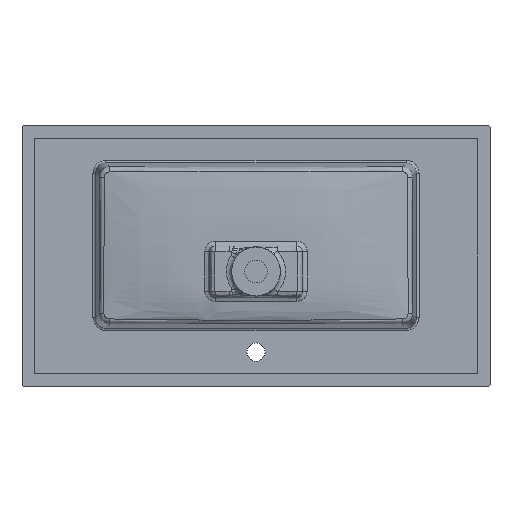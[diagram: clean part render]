
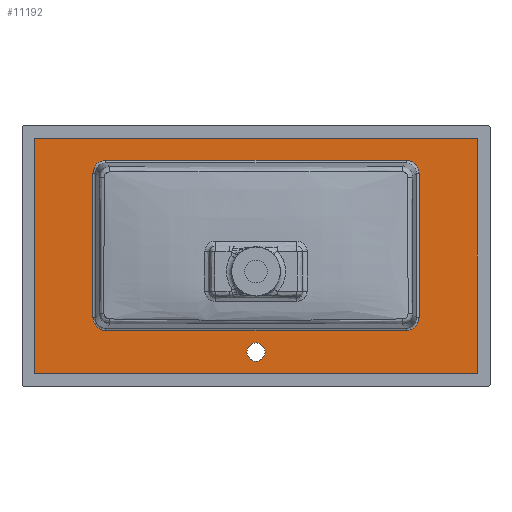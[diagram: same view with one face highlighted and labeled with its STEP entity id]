
A CAD part, front view. The second image highlights one B-rep face of the part: STEP entity #11192.
In plain terms, the highlighted planar face has unit normal (0, -1, 0).
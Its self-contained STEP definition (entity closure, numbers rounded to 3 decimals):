
#87 = CARTESIAN_POINT ( 'NONE',  ( 313.57, -12., 159.03 ) ) ;
#180 = ORIENTED_EDGE ( 'NONE', *, *, #13008, .T. ) ;
#284 = CARTESIAN_POINT ( 'NONE',  ( -313.57, -12., 173.642 ) ) ;
#621 = LINE ( 'NONE', #17352, #20580 ) ;
#660 = LINE ( 'NONE', #22561, #20559 ) ;
#1307 = DIRECTION ( 'NONE',  ( 0., 1., 0. ) ) ;
#1338 = LINE ( 'NONE', #17714, #21364 ) ;
#1897 = CARTESIAN_POINT ( 'NONE',  ( 0., -12., 225.945 ) ) ;
#1963 = FACE_BOUND ( 'NONE', #13879, .T. ) ;
#1968 = CARTESIAN_POINT ( 'NONE',  ( -288.665, -12., 183.935 ) ) ;
#1997 = CARTESIAN_POINT ( 'NONE',  ( -288.665, -12., 183.935 ) ) ;
#2197 = CARTESIAN_POINT ( 'NONE',  ( -313.57, -12., 159.03 ) ) ;
#2451 = CARTESIAN_POINT ( 'NONE',  ( -425.945, -12., 225.945 ) ) ;
#2635 = VECTOR ( 'NONE', #17958, 1000. ) ;
#2802 = VERTEX_POINT ( 'NONE', #4256 ) ;
#3083 = DIRECTION ( 'NONE',  ( 0., 0., 1. ) ) ;
#3117 = EDGE_CURVE ( 'NONE', #5945, #19155, #4893, .T. ) ;
#3393 = CARTESIAN_POINT ( 'NONE',  ( 313.57, -12., -118.3 ) ) ;
#3700 = LINE ( 'NONE', #1897, #17917 ) ;
#3821 = ORIENTED_EDGE ( 'NONE', *, *, #13310, .F. ) ;
#3843 = ORIENTED_EDGE ( 'NONE', *, *, #18266, .T. ) ;
#4256 = CARTESIAN_POINT ( 'NONE',  ( -313.57, -12., 159.03 ) ) ;
#4536 = CARTESIAN_POINT ( 'NONE',  ( 425.945, -12., 0. ) ) ;
#4893 =( BOUNDED_CURVE ( )  B_SPLINE_CURVE ( 3, ( #11145, #5182, #7445, #8882 ),
 .UNSPECIFIED., .F., .T. ) 
 B_SPLINE_CURVE_WITH_KNOTS ( ( 4, 4 ),
 ( 2.36, 3.923 ),
 .UNSPECIFIED. ) 
 CURVE ( )  GEOMETRIC_REPRESENTATION_ITEM ( )  RATIONAL_B_SPLINE_CURVE ( ( 1., 0.807, 0.807, 1. ) ) 
 REPRESENTATION_ITEM ( '' )  );
#4959 = VERTEX_POINT ( 'NONE', #10412 ) ;
#5182 = CARTESIAN_POINT ( 'NONE',  ( 313.57, -12., -132.912 ) ) ;
#5483 = VECTOR ( 'NONE', #3083, 1000. ) ;
#5800 = EDGE_CURVE ( 'NONE', #19155, #17464, #660, .T. ) ;
#5945 = VERTEX_POINT ( 'NONE', #3393 ) ;
#5976 = ORIENTED_EDGE ( 'NONE', *, *, #8930, .T. ) ;
#6168 = DIRECTION ( 'NONE',  ( -1., 0., 0. ) ) ;
#6272 = ORIENTED_EDGE ( 'NONE', *, *, #3117, .T. ) ;
#6962 = DIRECTION ( 'NONE',  ( -1., 0., 0. ) ) ;
#7445 = CARTESIAN_POINT ( 'NONE',  ( 303.277, -12., -143.205 ) ) ;
#7690 = ORIENTED_EDGE ( 'NONE', *, *, #15882, .F. ) ;
#7882 = LINE ( 'NONE', #4536, #9906 ) ;
#8060 = EDGE_LOOP ( 'NONE', ( #9158, #3843, #20630, #180, #5976, #16448, #21167, #6272 ) ) ;
#8252 = DIRECTION ( 'NONE',  ( 0., 0., 1. ) ) ;
#8852 = CARTESIAN_POINT ( 'NONE',  ( 303.277, -12., 183.935 ) ) ;
#8882 = CARTESIAN_POINT ( 'NONE',  ( 288.665, -12., -143.205 ) ) ;
#8930 = EDGE_CURVE ( 'NONE', #15119, #16363, #621, .T. ) ;
#9110 = EDGE_CURVE ( 'NONE', #16915, #5945, #13893, .T. ) ;
#9137 = FACE_OUTER_BOUND ( 'NONE', #18963, .T. ) ;
#9158 = ORIENTED_EDGE ( 'NONE', *, *, #5800, .T. ) ;
#9191 = DIRECTION ( 'NONE',  ( 1., 0., 0. ) ) ;
#9256 = CARTESIAN_POINT ( 'NONE',  ( 0., -12., 0. ) ) ;
#9261 = CARTESIAN_POINT ( 'NONE',  ( -303.277, -12., 183.935 ) ) ;
#9437 = CARTESIAN_POINT ( 'NONE',  ( 288.665, -12., 183.935 ) ) ;
#9906 = VECTOR ( 'NONE', #15170, 1000. ) ;
#9941 = CARTESIAN_POINT ( 'NONE',  ( -313.57, -12., -118.3 ) ) ;
#10301 =( BOUNDED_CURVE ( )  B_SPLINE_CURVE ( 3, ( #23100, #8852, #16023, #21185 ),
 .UNSPECIFIED., .F., .F. ) 
 B_SPLINE_CURVE_WITH_KNOTS ( ( 4, 4 ),
 ( 2.36, 3.923 ),
 .UNSPECIFIED. ) 
 CURVE ( )  GEOMETRIC_REPRESENTATION_ITEM ( )  RATIONAL_B_SPLINE_CURVE ( ( 1., 0.807, 0.807, 1. ) ) 
 REPRESENTATION_ITEM ( '' )  );
#10412 = CARTESIAN_POINT ( 'NONE',  ( -313.57, -12., -118.3 ) ) ;
#10625 = VERTEX_POINT ( 'NONE', #2451 ) ;
#10857 = CARTESIAN_POINT ( 'NONE',  ( 0., -12., -167.234 ) ) ;
#11145 = CARTESIAN_POINT ( 'NONE',  ( 313.57, -12., -118.3 ) ) ;
#11192 = ADVANCED_FACE ( 'NONE', ( #1963, #14523, #9137 ), #14869, .F. ) ;
#11217 =( BOUNDED_CURVE ( )  B_SPLINE_CURVE ( 3, ( #11380, #20594, #18679, #9941 ),
 .UNSPECIFIED., .F., .F. ) 
 B_SPLINE_CURVE_WITH_KNOTS ( ( 4, 4 ),
 ( 2.36, 3.923 ),
 .UNSPECIFIED. ) 
 CURVE ( )  GEOMETRIC_REPRESENTATION_ITEM ( )  RATIONAL_B_SPLINE_CURVE ( ( 1., 0.807, 0.807, 1. ) ) 
 REPRESENTATION_ITEM ( '' )  );
#11327 = CARTESIAN_POINT ( 'NONE',  ( 288.665, -12., -143.205 ) ) ;
#11380 = CARTESIAN_POINT ( 'NONE',  ( -288.665, -12., -143.205 ) ) ;
#12331 = ORIENTED_EDGE ( 'NONE', *, *, #13903, .T. ) ;
#12376 = CARTESIAN_POINT ( 'NONE',  ( -425.945, -12., 0. ) ) ;
#13008 = EDGE_CURVE ( 'NONE', #2802, #15119, #16102, .T. ) ;
#13310 = EDGE_CURVE ( 'NONE', #15842, #22184, #1338, .T. ) ;
#13846 = VECTOR ( 'NONE', #16078, 1000. ) ;
#13879 = EDGE_LOOP ( 'NONE', ( #12331 ) ) ;
#13893 = LINE ( 'NONE', #23592, #2635 ) ;
#13903 = EDGE_CURVE ( 'NONE', #19949, #19949, #23280, .T. ) ;
#14523 = FACE_BOUND ( 'NONE', #8060, .T. ) ;
#14758 = AXIS2_PLACEMENT_3D ( 'NONE', #9256, #21834, #22072 ) ;
#14869 = PLANE ( 'NONE',  #14758 ) ;
#15119 = VERTEX_POINT ( 'NONE', #1997 ) ;
#15170 = DIRECTION ( 'NONE',  ( 0., 0., -1. ) ) ;
#15559 = DIRECTION ( 'NONE',  ( 1., 0., 0. ) ) ;
#15598 = AXIS2_PLACEMENT_3D ( 'NONE', #17685, #1307, #8252 ) ;
#15842 = VERTEX_POINT ( 'NONE', #19677 ) ;
#15882 = EDGE_CURVE ( 'NONE', #22184, #10625, #17998, .T. ) ;
#16023 = CARTESIAN_POINT ( 'NONE',  ( 313.57, -12., 173.642 ) ) ;
#16078 = DIRECTION ( 'NONE',  ( 0., 0., 1. ) ) ;
#16087 = VERTEX_POINT ( 'NONE', #22388 ) ;
#16102 =( BOUNDED_CURVE ( )  B_SPLINE_CURVE ( 3, ( #2197, #284, #9261, #1968 ),
 .UNSPECIFIED., .F., .F. ) 
 B_SPLINE_CURVE_WITH_KNOTS ( ( 4, 4 ),
 ( 2.36, 3.923 ),
 .UNSPECIFIED. ) 
 CURVE ( )  GEOMETRIC_REPRESENTATION_ITEM ( )  RATIONAL_B_SPLINE_CURVE ( ( 1., 0.807, 0.807, 1. ) ) 
 REPRESENTATION_ITEM ( '' )  );
#16363 = VERTEX_POINT ( 'NONE', #9437 ) ;
#16448 = ORIENTED_EDGE ( 'NONE', *, *, #22918, .T. ) ;
#16915 = VERTEX_POINT ( 'NONE', #87 ) ;
#17352 = CARTESIAN_POINT ( 'NONE',  ( 0., -12., 183.935 ) ) ;
#17464 = VERTEX_POINT ( 'NONE', #22718 ) ;
#17574 = EDGE_CURVE ( 'NONE', #4959, #2802, #21156, .T. ) ;
#17662 = CARTESIAN_POINT ( 'NONE',  ( -313.57, -12., 0. ) ) ;
#17685 = CARTESIAN_POINT ( 'NONE',  ( 0., -12., -184.734 ) ) ;
#17714 = CARTESIAN_POINT ( 'NONE',  ( 0., -12., -225.945 ) ) ;
#17917 = VECTOR ( 'NONE', #9191, 1000. ) ;
#17958 = DIRECTION ( 'NONE',  ( 0., 0., -1. ) ) ;
#17998 = LINE ( 'NONE', #12376, #13846 ) ;
#18000 = CARTESIAN_POINT ( 'NONE',  ( -425.945, -12., -225.945 ) ) ;
#18266 = EDGE_CURVE ( 'NONE', #17464, #4959, #11217, .T. ) ;
#18416 = EDGE_CURVE ( 'NONE', #16087, #15842, #7882, .T. ) ;
#18679 = CARTESIAN_POINT ( 'NONE',  ( -313.57, -12., -132.912 ) ) ;
#18849 = ORIENTED_EDGE ( 'NONE', *, *, #18416, .F. ) ;
#18963 = EDGE_LOOP ( 'NONE', ( #23524, #7690, #3821, #18849 ) ) ;
#19016 = EDGE_CURVE ( 'NONE', #10625, #16087, #3700, .T. ) ;
#19155 = VERTEX_POINT ( 'NONE', #11327 ) ;
#19677 = CARTESIAN_POINT ( 'NONE',  ( 425.945, -12., -225.945 ) ) ;
#19949 = VERTEX_POINT ( 'NONE', #10857 ) ;
#20559 = VECTOR ( 'NONE', #6168, 1000. ) ;
#20580 = VECTOR ( 'NONE', #15559, 1000. ) ;
#20594 = CARTESIAN_POINT ( 'NONE',  ( -303.277, -12., -143.205 ) ) ;
#20630 = ORIENTED_EDGE ( 'NONE', *, *, #17574, .T. ) ;
#21156 = LINE ( 'NONE', #17662, #5483 ) ;
#21167 = ORIENTED_EDGE ( 'NONE', *, *, #9110, .T. ) ;
#21185 = CARTESIAN_POINT ( 'NONE',  ( 313.57, -12., 159.03 ) ) ;
#21364 = VECTOR ( 'NONE', #6962, 1000. ) ;
#21834 = DIRECTION ( 'NONE',  ( 0., 1., 0. ) ) ;
#22072 = DIRECTION ( 'NONE',  ( 0., 0., 1. ) ) ;
#22184 = VERTEX_POINT ( 'NONE', #18000 ) ;
#22388 = CARTESIAN_POINT ( 'NONE',  ( 425.945, -12., 225.945 ) ) ;
#22561 = CARTESIAN_POINT ( 'NONE',  ( 0., -12., -143.205 ) ) ;
#22718 = CARTESIAN_POINT ( 'NONE',  ( -288.665, -12., -143.205 ) ) ;
#22918 = EDGE_CURVE ( 'NONE', #16363, #16915, #10301, .T. ) ;
#23100 = CARTESIAN_POINT ( 'NONE',  ( 288.665, -12., 183.935 ) ) ;
#23280 = CIRCLE ( 'NONE', #15598, 17.5 ) ;
#23524 = ORIENTED_EDGE ( 'NONE', *, *, #19016, .F. ) ;
#23592 = CARTESIAN_POINT ( 'NONE',  ( 313.57, -12., 0. ) ) ;
